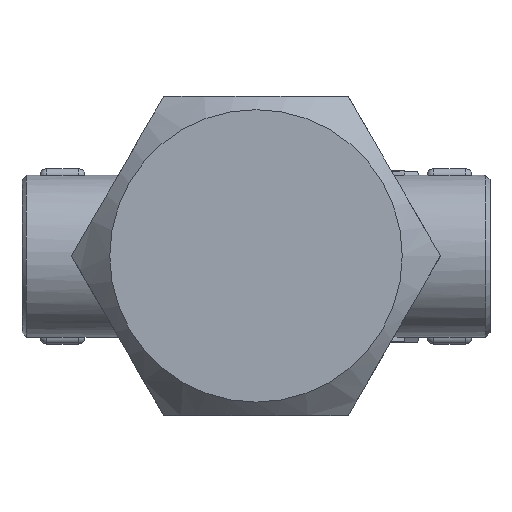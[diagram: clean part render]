
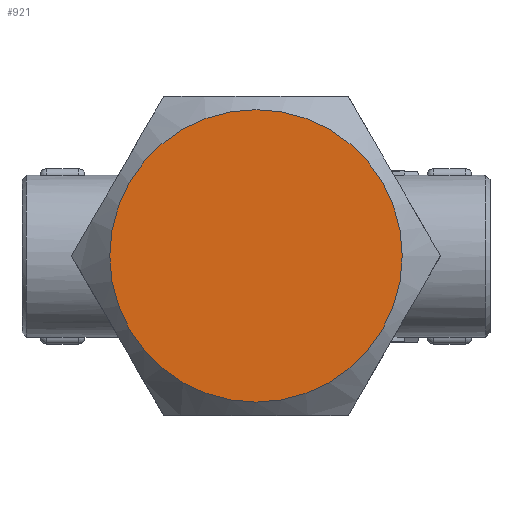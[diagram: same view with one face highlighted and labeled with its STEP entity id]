
A CAD part, top view. The second image highlights one B-rep face of the part: STEP entity #921.
In plain terms, the highlighted planar face has unit normal (0, 0, 1).
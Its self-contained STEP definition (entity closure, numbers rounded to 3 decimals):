
#690=CARTESIAN_POINT('',(32.5,0.0,55.39));
#691=VERTEX_POINT('',#690);
#692=CARTESIAN_POINT('',(0.,0.0,55.39));
#693=DIRECTION('',(0.0,0.0,1.0));
#694=DIRECTION('',(1.0,0.0,0.0));
#695=AXIS2_PLACEMENT_3D('',#692,#693,#694);
#696=CIRCLE('',#695,32.5);
#697=EDGE_CURVE('',#691,#691,#696,.T.);
#913=CARTESIAN_POINT('',(0.,0.,55.39));
#914=DIRECTION('',(0.0,0.0,1.0));
#915=DIRECTION('',(1.0,0.0,0.0));
#916=AXIS2_PLACEMENT_3D('',#913,#914,#915);
#917=PLANE('',#916);
#918=ORIENTED_EDGE('',*,*,#697,.T.);
#919=EDGE_LOOP('',(#918));
#920=FACE_OUTER_BOUND('',#919,.T.);
#921=ADVANCED_FACE('',(#920),#917,.T.);
